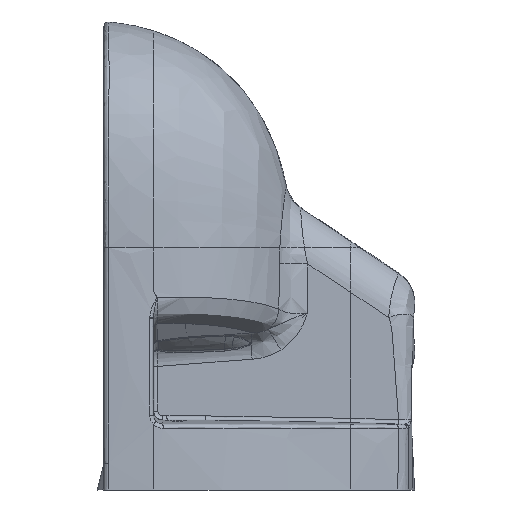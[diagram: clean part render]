
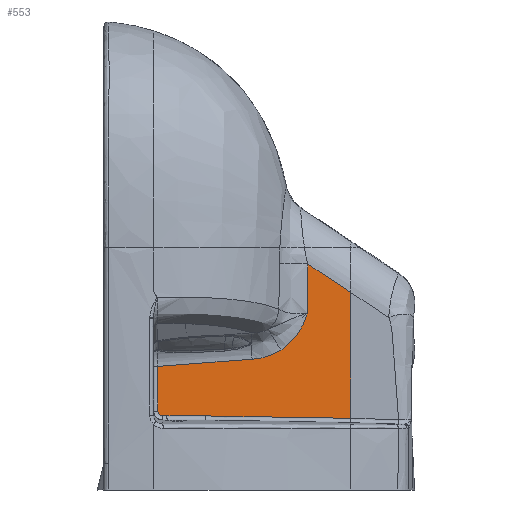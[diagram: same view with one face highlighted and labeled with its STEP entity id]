
A CAD part, left-side view. The second image highlights one B-rep face of the part: STEP entity #553.
In plain terms, the highlighted planar face has unit normal (-0.999, -0.052, 0.017).
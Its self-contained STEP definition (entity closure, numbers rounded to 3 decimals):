
#93=LINE('',#5836,#124);
#99=LINE('',#21437,#130);
#108=LINE('',#30503,#140);
#109=LINE('',#32142,#141);
#124=VECTOR('',#4464,1.);
#130=VECTOR('',#4582,1.);
#140=VECTOR('',#4686,1.);
#141=VECTOR('',#4693,1.);
#230=PLANE('',#4378);
#553=ADVANCED_FACE('',(#974),#230,.F.);
#974=FACE_OUTER_BOUND('',#1251,.T.);
#1251=EDGE_LOOP('',(#2184,#2185,#2186,#2187,#2188,#2189,#2190,#2191,#2192,
#2193,#2194));
#2184=ORIENTED_EDGE('',*,*,#3539,.T.);
#2185=ORIENTED_EDGE('',*,*,#3138,.T.);
#2186=ORIENTED_EDGE('',*,*,#3518,.T.);
#2187=ORIENTED_EDGE('',*,*,#3540,.T.);
#2188=ORIENTED_EDGE('',*,*,#3541,.T.);
#2189=ORIENTED_EDGE('',*,*,#3542,.T.);
#2190=ORIENTED_EDGE('',*,*,#3543,.T.);
#2191=ORIENTED_EDGE('',*,*,#3340,.T.);
#2192=ORIENTED_EDGE('',*,*,#3544,.T.);
#2193=ORIENTED_EDGE('',*,*,#3545,.T.);
#2194=ORIENTED_EDGE('',*,*,#3546,.T.);
#2722=VERTEX_POINT('',#5698);
#2732=VERTEX_POINT('',#5837);
#2860=VERTEX_POINT('',#21438);
#2861=VERTEX_POINT('',#21439);
#2959=VERTEX_POINT('',#30502);
#2972=VERTEX_POINT('',#32120);
#2973=VERTEX_POINT('',#32125);
#2974=VERTEX_POINT('',#32134);
#2975=VERTEX_POINT('',#32141);
#2976=VERTEX_POINT('',#32149);
#2977=VERTEX_POINT('',#32154);
#3138=EDGE_CURVE('',#2722,#2732,#93,.T.);
#3340=EDGE_CURVE('',#2860,#2861,#99,.T.);
#3518=EDGE_CURVE('',#2732,#2959,#108,.T.);
#3539=EDGE_CURVE('',#2972,#2722,#4113,.T.);
#3540=EDGE_CURVE('',#2959,#2973,#4114,.T.);
#3541=EDGE_CURVE('',#2973,#2974,#4115,.T.);
#3542=EDGE_CURVE('',#2974,#2975,#4116,.T.);
#3543=EDGE_CURVE('',#2975,#2860,#109,.T.);
#3544=EDGE_CURVE('',#2861,#2976,#4117,.T.);
#3545=EDGE_CURVE('',#2976,#2977,#4118,.T.);
#3546=EDGE_CURVE('',#2977,#2972,#4119,.T.);
#4113=B_SPLINE_CURVE_WITH_KNOTS('',3,(#32116,#32117,#32118,#32119),
 .UNSPECIFIED.,.F.,.F.,(4,4),(0.,1.),.UNSPECIFIED.);
#4114=B_SPLINE_CURVE_WITH_KNOTS('',3,(#32121,#32122,#32123,#32124),
 .UNSPECIFIED.,.F.,.F.,(4,4),(0.,1.),.UNSPECIFIED.);
#4115=B_SPLINE_CURVE_WITH_KNOTS('',3,(#32126,#32127,#32128,#32129,#32130,
#32131,#32132,#32133),.UNSPECIFIED.,.F.,.F.,(4,2,2,4),(0.,0.25,0.5,
1.),.UNSPECIFIED.);
#4116=B_SPLINE_CURVE_WITH_KNOTS('',3,(#32135,#32136,#32137,#32138,#32139,
#32140),.UNSPECIFIED.,.F.,.F.,(4,2,4),(0.,0.5,1.),.UNSPECIFIED.);
#4117=B_SPLINE_CURVE_WITH_KNOTS('',3,(#32143,#32144,#32145,#32146,#32147,
#32148),.UNSPECIFIED.,.F.,.F.,(4,2,4),(0.,0.5,1.),.UNSPECIFIED.);
#4118=B_SPLINE_CURVE_WITH_KNOTS('',3,(#32150,#32151,#32152,#32153),
 .UNSPECIFIED.,.F.,.F.,(4,4),(0.,1.),.UNSPECIFIED.);
#4119=B_SPLINE_CURVE_WITH_KNOTS('',3,(#32155,#32156,#32157,#32158),
 .UNSPECIFIED.,.F.,.F.,(4,4),(0.,1.),.UNSPECIFIED.);
#4378=AXIS2_PLACEMENT_3D('',#32159,#4694,#4695);
#4464=DIRECTION('',(0.017,0.,1.));
#4582=DIRECTION('',(-0.017,0.,-1.));
#4686=DIRECTION('',(-0.034,0.833,0.552));
#4693=DIRECTION('',(-0.054,0.996,-0.076));
#4694=DIRECTION('',(0.998,0.052,-0.017));
#4695=DIRECTION('',(0.052,-0.999,0.));
#5698=CARTESIAN_POINT('',(-51.996,-274.,79.625));
#5836=CARTESIAN_POINT('',(-53.425,-274.,-2.21));
#5837=CARTESIAN_POINT('',(-49.555,-274.,219.481));
#21437=CARTESIAN_POINT('',(-64.652,-59.738,-2.014));
#21438=CARTESIAN_POINT('',(-62.221,-59.738,137.251));
#21439=CARTESIAN_POINT('',(-63.088,-59.738,87.591));
#30502=CARTESIAN_POINT('',(-51.502,-226.344,251.024));
#30503=CARTESIAN_POINT('',(-47.967,-312.85,193.767));
#32116=CARTESIAN_POINT('',(-60.389,-112.993,82.27));
#32117=CARTESIAN_POINT('',(-57.584,-166.67,81.801));
#32118=CARTESIAN_POINT('',(-54.785,-220.34,80.98));
#32119=CARTESIAN_POINT('',(-51.996,-274.,79.625));
#32120=CARTESIAN_POINT('',(-60.389,-112.993,82.27));
#32121=CARTESIAN_POINT('',(-51.502,-226.344,251.024));
#32122=CARTESIAN_POINT('',(-51.829,-226.131,232.908));
#32123=CARTESIAN_POINT('',(-52.152,-226.018,214.79));
#32124=CARTESIAN_POINT('',(-52.471,-225.955,196.673));
#32125=CARTESIAN_POINT('',(-52.471,-225.955,196.673));
#32126=CARTESIAN_POINT('',(-52.471,-225.955,196.673));
#32127=CARTESIAN_POINT('',(-52.607,-224.75,192.513));
#32128=CARTESIAN_POINT('',(-52.756,-223.29,188.378));
#32129=CARTESIAN_POINT('',(-53.084,-219.655,180.475));
#32130=CARTESIAN_POINT('',(-53.263,-217.491,176.701));
#32131=CARTESIAN_POINT('',(-53.837,-210.053,166.169));
#32132=CARTESIAN_POINT('',(-54.279,-203.67,160.03));
#32133=CARTESIAN_POINT('',(-54.739,-196.434,155.405));
#32134=CARTESIAN_POINT('',(-54.739,-196.434,155.405));
#32135=CARTESIAN_POINT('',(-54.739,-196.434,155.405));
#32136=CARTESIAN_POINT('',(-55.044,-191.635,152.338));
#32137=CARTESIAN_POINT('',(-55.352,-186.528,150.029));
#32138=CARTESIAN_POINT('',(-55.973,-175.799,146.67));
#32139=CARTESIAN_POINT('',(-56.286,-170.166,145.64));
#32140=CARTESIAN_POINT('',(-56.591,-164.501,145.21));
#32141=CARTESIAN_POINT('',(-56.591,-164.501,145.21));
#32142=CARTESIAN_POINT('',(-63.045,-44.409,136.086));
#32143=CARTESIAN_POINT('',(-63.088,-59.738,87.591));
#32144=CARTESIAN_POINT('',(-63.111,-59.738,86.276));
#32145=CARTESIAN_POINT('',(-63.105,-60.276,84.985));
#32146=CARTESIAN_POINT('',(-63.041,-62.107,83.143));
#32147=CARTESIAN_POINT('',(-62.983,-63.39,82.6));
#32148=CARTESIAN_POINT('',(-62.915,-64.703,82.594));
#32149=CARTESIAN_POINT('',(-62.915,-64.703,82.594));
#32150=CARTESIAN_POINT('',(-62.915,-64.703,82.594));
#32151=CARTESIAN_POINT('',(-62.824,-66.439,82.586));
#32152=CARTESIAN_POINT('',(-62.733,-68.174,82.577));
#32153=CARTESIAN_POINT('',(-62.642,-69.909,82.568));
#32154=CARTESIAN_POINT('',(-62.642,-69.909,82.568));
#32155=CARTESIAN_POINT('',(-62.642,-69.909,82.568));
#32156=CARTESIAN_POINT('',(-61.891,-84.27,82.494));
#32157=CARTESIAN_POINT('',(-61.14,-98.632,82.396));
#32158=CARTESIAN_POINT('',(-60.389,-112.993,82.27));
#32159=CARTESIAN_POINT('',(-64.9,-55.,-2.01));
